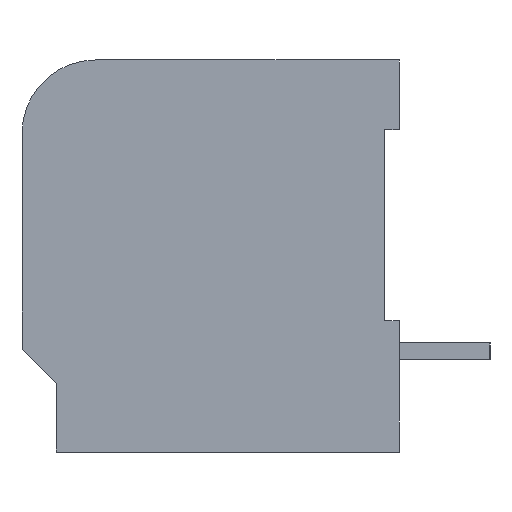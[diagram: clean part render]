
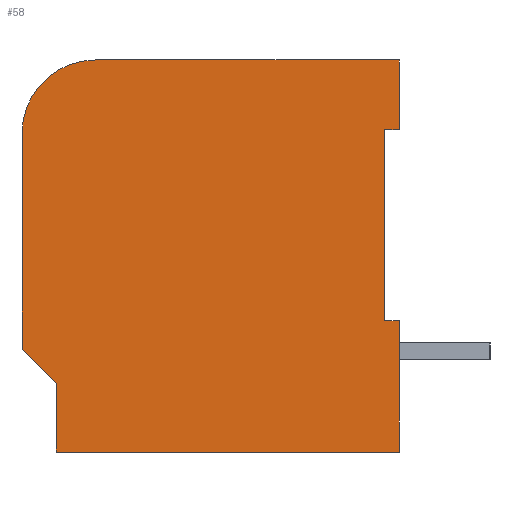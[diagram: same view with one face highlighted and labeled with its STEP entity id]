
A CAD part, left-side view. The second image highlights one B-rep face of the part: STEP entity #58.
In plain terms, the highlighted planar face has unit normal (-1, 0, 0).
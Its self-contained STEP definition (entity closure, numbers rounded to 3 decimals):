
#58=ADVANCED_FACE('',(#633),#634,.F.);
#633=FACE_OUTER_BOUND('',#1792,.T.);
#634=PLANE('',#1793);
#1792=EDGE_LOOP('',(#3011,#3012,#3013,#3014,#3015,#3016,#3017,#3018,#3019,#3020,#3021));
#1793=AXIS2_PLACEMENT_3D('',#3022,#3023,#3024);
#3011=ORIENTED_EDGE('',*,*,#7775,.T.);
#3012=ORIENTED_EDGE('',*,*,#7776,.F.);
#3013=ORIENTED_EDGE('',*,*,#7777,.F.);
#3014=ORIENTED_EDGE('',*,*,#7778,.F.);
#3015=ORIENTED_EDGE('',*,*,#7779,.F.);
#3016=ORIENTED_EDGE('',*,*,#7780,.T.);
#3017=ORIENTED_EDGE('',*,*,#7781,.F.);
#3018=ORIENTED_EDGE('',*,*,#7782,.F.);
#3019=ORIENTED_EDGE('',*,*,#7783,.F.);
#3020=ORIENTED_EDGE('',*,*,#7784,.F.);
#3021=ORIENTED_EDGE('',*,*,#7785,.F.);
#3022=CARTESIAN_POINT('',(-34.265,0.0,0.0));
#3023=DIRECTION('',(1.0,0.0,0.0));
#3024=DIRECTION('',(0.0,1.0,-0.0));
#7775=EDGE_CURVE('',#9380,#9381,#9382,.T.);
#7776=EDGE_CURVE('',#9383,#9381,#9384,.T.);
#7777=EDGE_CURVE('',#9385,#9383,#9386,.T.);
#7778=EDGE_CURVE('',#9387,#9385,#9388,.T.);
#7779=EDGE_CURVE('',#9389,#9387,#9390,.T.);
#7780=EDGE_CURVE('',#9389,#9391,#9392,.T.);
#7781=EDGE_CURVE('',#9393,#9391,#9394,.T.);
#7782=EDGE_CURVE('',#9395,#9393,#9396,.T.);
#7783=EDGE_CURVE('',#9397,#9395,#9398,.T.);
#7784=EDGE_CURVE('',#9399,#9397,#9400,.T.);
#7785=EDGE_CURVE('',#9380,#9399,#9401,.T.);
#9380=VERTEX_POINT('',#11993);
#9381=VERTEX_POINT('',#11994);
#9382=LINE('',#11995,#11996);
#9383=VERTEX_POINT('',#11997);
#9384=CIRCLE('',#11998,3.81);
#9385=VERTEX_POINT('',#11999);
#9386=LINE('',#12000,#12001);
#9387=VERTEX_POINT('',#12002);
#9388=LINE('',#12003,#12004);
#9389=VERTEX_POINT('',#12005);
#9390=LINE('',#12006,#12007);
#9391=VERTEX_POINT('',#12008);
#9392=LINE('',#12009,#12010);
#9393=VERTEX_POINT('',#12011);
#9394=LINE('',#12012,#12013);
#9395=VERTEX_POINT('',#12014);
#9396=LINE('',#12015,#12016);
#9397=VERTEX_POINT('',#12017);
#9398=LINE('',#12018,#12019);
#9399=VERTEX_POINT('',#12020);
#9400=LINE('',#12021,#12022);
#9401=LINE('',#12023,#12024);
#11993=CARTESIAN_POINT('',(-34.265,0.0,0.0));
#11994=CARTESIAN_POINT('',(-34.265,15.748,0.0));
#11995=CARTESIAN_POINT('',(-34.265,0.0,0.0));
#11996=VECTOR('',#15965,15.748);
#11997=CARTESIAN_POINT('',(-34.265,19.558,-3.81));
#11998=AXIS2_PLACEMENT_3D('',#15966,#15967,#15968);
#11999=CARTESIAN_POINT('',(-34.265,19.558,-14.986));
#12000=CARTESIAN_POINT('',(-34.265,19.558,-14.986));
#12001=VECTOR('',#15969,11.176);
#12002=CARTESIAN_POINT('',(-34.265,17.78,-16.764));
#12003=CARTESIAN_POINT('',(-34.265,17.78,-16.764));
#12004=VECTOR('',#15970,2.514);
#12005=CARTESIAN_POINT('',(-34.265,17.78,-20.32));
#12006=CARTESIAN_POINT('',(-34.265,17.78,-20.32));
#12007=VECTOR('',#15971,3.556);
#12008=CARTESIAN_POINT('',(-34.265,0.0,-20.32));
#12009=CARTESIAN_POINT('',(-34.265,17.78,-20.32));
#12010=VECTOR('',#15972,17.78);
#12011=CARTESIAN_POINT('',(-34.265,0.0,-13.526));
#12012=CARTESIAN_POINT('',(-34.265,0.0,-13.526));
#12013=VECTOR('',#15973,6.795);
#12014=CARTESIAN_POINT('',(-34.265,0.762,-13.526));
#12015=CARTESIAN_POINT('',(-34.265,0.762,-13.526));
#12016=VECTOR('',#15974,0.762);
#12017=CARTESIAN_POINT('',(-34.265,0.762,-3.62));
#12018=CARTESIAN_POINT('',(-34.265,0.762,-3.62));
#12019=VECTOR('',#15975,9.906);
#12020=CARTESIAN_POINT('',(-34.265,0.0,-3.62));
#12021=CARTESIAN_POINT('',(-34.265,0.0,-3.62));
#12022=VECTOR('',#15976,0.762);
#12023=CARTESIAN_POINT('',(-34.265,0.0,0.0));
#12024=VECTOR('',#15977,3.62);
#15965=DIRECTION('',(0.0,1.0,0.0));
#15966=CARTESIAN_POINT('',(-34.265,15.748,-3.81));
#15967=DIRECTION('',(1.0,0.0,0.0));
#15968=DIRECTION('',(0.0,1.0,0.0));
#15969=DIRECTION('',(0.0,0.0,1.0));
#15970=DIRECTION('',(0.0,0.707,0.707));
#15971=DIRECTION('',(0.0,0.0,1.0));
#15972=DIRECTION('',(0.0,-1.0,0.0));
#15973=DIRECTION('',(0.0,0.0,-1.0));
#15974=DIRECTION('',(0.0,-1.0,0.0));
#15975=DIRECTION('',(0.0,0.0,-1.0));
#15976=DIRECTION('',(0.0,1.0,0.0));
#15977=DIRECTION('',(0.0,0.0,-1.0));
